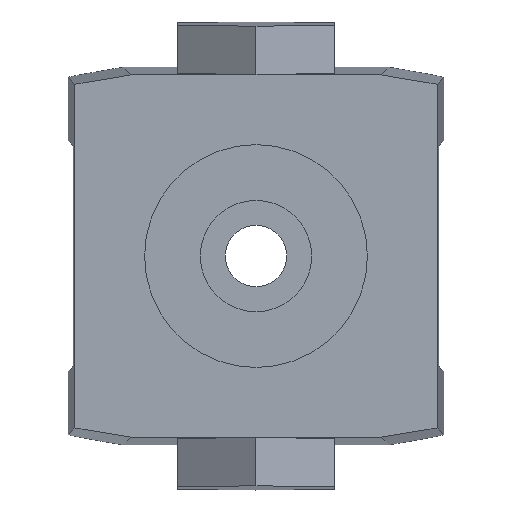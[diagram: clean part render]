
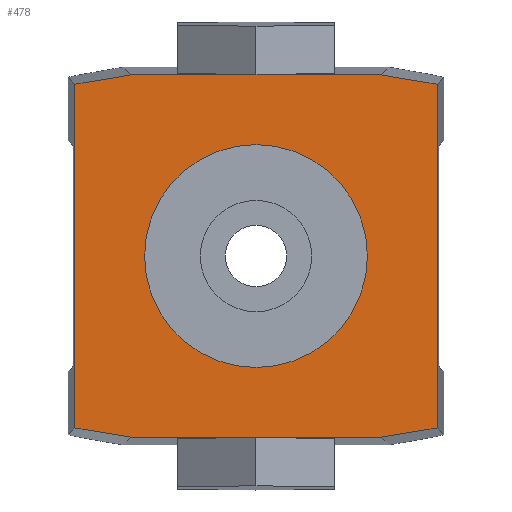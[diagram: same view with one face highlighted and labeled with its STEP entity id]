
A CAD part, front view. The second image highlights one B-rep face of the part: STEP entity #478.
In plain terms, the highlighted planar face has unit normal (0, -1, 0).
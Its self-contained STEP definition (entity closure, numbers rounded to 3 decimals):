
#109 = CARTESIAN_POINT ( 'NONE',  ( 9.75, 0., 9.75 ) ) ;
#164 = AXIS2_PLACEMENT_3D ( 'NONE', #3291, #1664, #4916 ) ;
#168 = CARTESIAN_POINT ( 'NONE',  ( -1.764, 0., 10.581 ) ) ;
#187 = EDGE_CURVE ( 'NONE', #1073, #1722, #1135, .T. ) ;
#233 = PLANE ( 'NONE',  #3392 ) ;
#265 = VERTEX_POINT ( 'NONE', #1347 ) ;
#310 = CARTESIAN_POINT ( 'NONE',  ( 9.75, 0., 9.25 ) ) ;
#478 = ADVANCED_FACE ( 'NONE', ( #4770, #3104 ), #233, .T. ) ;
#497 = VECTOR ( 'NONE', #2977, 1000. ) ;
#705 = VERTEX_POINT ( 'NONE', #4934 ) ;
#709 = DIRECTION ( 'NONE',  ( 0., 0., -1. ) ) ;
#801 = EDGE_LOOP ( 'NONE', ( #5024, #1795, #4704, #2622, #1614, #4651, #5100, #1695 ) ) ;
#991 = LINE ( 'NONE', #3008, #497 ) ;
#993 = VERTEX_POINT ( 'NONE', #3167 ) ;
#1033 = CARTESIAN_POINT ( 'NONE',  ( 0., 0., -6. ) ) ;
#1073 = VERTEX_POINT ( 'NONE', #2915 ) ;
#1106 = CIRCLE ( 'NONE', #4943, 6. ) ;
#1135 = LINE ( 'NONE', #2766, #4918 ) ;
#1167 = VERTEX_POINT ( 'NONE', #5057 ) ;
#1273 = CIRCLE ( 'NONE', #164, 6. ) ;
#1294 = ORIENTED_EDGE ( 'NONE', *, *, #5168, .F. ) ;
#1328 = EDGE_CURVE ( 'NONE', #4962, #3635, #991, .T. ) ;
#1347 = CARTESIAN_POINT ( 'NONE',  ( -9.75, 0., 9.25 ) ) ;
#1369 = EDGE_CURVE ( 'NONE', #4962, #993, #3027, .T. ) ;
#1419 = LINE ( 'NONE', #4280, #4343 ) ;
#1595 = VERTEX_POINT ( 'NONE', #2672 ) ;
#1614 = ORIENTED_EDGE ( 'NONE', *, *, #4194, .F. ) ;
#1664 = DIRECTION ( 'NONE',  ( 0., -1., 0. ) ) ;
#1675 = LINE ( 'NONE', #2127, #2461 ) ;
#1695 = ORIENTED_EDGE ( 'NONE', *, *, #187, .T. ) ;
#1722 = VERTEX_POINT ( 'NONE', #2146 ) ;
#1755 = EDGE_CURVE ( 'NONE', #705, #1722, #2650, .T. ) ;
#1779 = VECTOR ( 'NONE', #2595, 1000. ) ;
#1795 = ORIENTED_EDGE ( 'NONE', *, *, #2192, .T. ) ;
#1827 = CARTESIAN_POINT ( 'NONE',  ( -9.75, 0., -9.75 ) ) ;
#1945 = CARTESIAN_POINT ( 'NONE',  ( 0., 0., 0. ) ) ;
#1955 = VECTOR ( 'NONE', #4144, 1000. ) ;
#1962 = DIRECTION ( 'NONE',  ( 0.986, 0., -0.164 ) ) ;
#2127 = CARTESIAN_POINT ( 'NONE',  ( 1.764, 0., -10.581 ) ) ;
#2146 = CARTESIAN_POINT ( 'NONE',  ( -6.75, 0., -9.75 ) ) ;
#2192 = EDGE_CURVE ( 'NONE', #705, #993, #1675, .T. ) ;
#2461 = VECTOR ( 'NONE', #3729, 1000. ) ;
#2595 = DIRECTION ( 'NONE',  ( 0., 0., -1. ) ) ;
#2622 = ORIENTED_EDGE ( 'NONE', *, *, #1328, .T. ) ;
#2650 = LINE ( 'NONE', #1827, #2984 ) ;
#2672 = CARTESIAN_POINT ( 'NONE',  ( 0., 0., 6. ) ) ;
#2681 = CARTESIAN_POINT ( 'NONE',  ( 6.75, 0., 9.75 ) ) ;
#2766 = CARTESIAN_POINT ( 'NONE',  ( -1.764, 0., -10.581 ) ) ;
#2778 = EDGE_LOOP ( 'NONE', ( #1294, #2945 ) ) ;
#2831 = EDGE_CURVE ( 'NONE', #1167, #265, #3370, .T. ) ;
#2915 = CARTESIAN_POINT ( 'NONE',  ( -9.75, 0., -9.25 ) ) ;
#2934 = EDGE_CURVE ( 'NONE', #1073, #265, #1419, .T. ) ;
#2945 = ORIENTED_EDGE ( 'NONE', *, *, #4802, .F. ) ;
#2977 = DIRECTION ( 'NONE',  ( -0.986, 0., 0.164 ) ) ;
#2984 = VECTOR ( 'NONE', #3451, 1000. ) ;
#3008 = CARTESIAN_POINT ( 'NONE',  ( 1.764, 0., 10.581 ) ) ;
#3027 = LINE ( 'NONE', #109, #1779 ) ;
#3079 = DIRECTION ( 'NONE',  ( 0., -1., 0. ) ) ;
#3104 = FACE_OUTER_BOUND ( 'NONE', #801, .T. ) ;
#3167 = CARTESIAN_POINT ( 'NONE',  ( 9.75, 0., -9.25 ) ) ;
#3170 = DIRECTION ( 'NONE',  ( 1., 0., 0. ) ) ;
#3291 = CARTESIAN_POINT ( 'NONE',  ( 0., 0., 0. ) ) ;
#3370 = LINE ( 'NONE', #168, #1955 ) ;
#3392 = AXIS2_PLACEMENT_3D ( 'NONE', #1945, #3079, #709 ) ;
#3451 = DIRECTION ( 'NONE',  ( -1., 0., 0. ) ) ;
#3482 = VECTOR ( 'NONE', #3170, 1000. ) ;
#3524 = DIRECTION ( 'NONE',  ( 0., 0., -1. ) ) ;
#3635 = VERTEX_POINT ( 'NONE', #2681 ) ;
#3729 = DIRECTION ( 'NONE',  ( 0.986, 0., 0.164 ) ) ;
#3946 = CARTESIAN_POINT ( 'NONE',  ( 0., 0., 0. ) ) ;
#4050 = CARTESIAN_POINT ( 'NONE',  ( -9.75, 0., 9.75 ) ) ;
#4144 = DIRECTION ( 'NONE',  ( -0.986, 0., -0.164 ) ) ;
#4194 = EDGE_CURVE ( 'NONE', #1167, #3635, #4478, .T. ) ;
#4240 = DIRECTION ( 'NONE',  ( 0., -1., 0. ) ) ;
#4280 = CARTESIAN_POINT ( 'NONE',  ( -9.75, 0., 9.75 ) ) ;
#4343 = VECTOR ( 'NONE', #5156, 1000. ) ;
#4478 = LINE ( 'NONE', #4050, #3482 ) ;
#4615 = VERTEX_POINT ( 'NONE', #1033 ) ;
#4651 = ORIENTED_EDGE ( 'NONE', *, *, #2831, .T. ) ;
#4704 = ORIENTED_EDGE ( 'NONE', *, *, #1369, .F. ) ;
#4770 = FACE_BOUND ( 'NONE', #2778, .T. ) ;
#4802 = EDGE_CURVE ( 'NONE', #4615, #1595, #1273, .T. ) ;
#4916 = DIRECTION ( 'NONE',  ( 0., 0., -1. ) ) ;
#4918 = VECTOR ( 'NONE', #1962, 1000. ) ;
#4934 = CARTESIAN_POINT ( 'NONE',  ( 6.75, 0., -9.75 ) ) ;
#4943 = AXIS2_PLACEMENT_3D ( 'NONE', #3946, #4240, #3524 ) ;
#4962 = VERTEX_POINT ( 'NONE', #310 ) ;
#5024 = ORIENTED_EDGE ( 'NONE', *, *, #1755, .F. ) ;
#5057 = CARTESIAN_POINT ( 'NONE',  ( -6.75, 0., 9.75 ) ) ;
#5100 = ORIENTED_EDGE ( 'NONE', *, *, #2934, .F. ) ;
#5156 = DIRECTION ( 'NONE',  ( 0., 0., 1. ) ) ;
#5168 = EDGE_CURVE ( 'NONE', #1595, #4615, #1106, .T. ) ;
